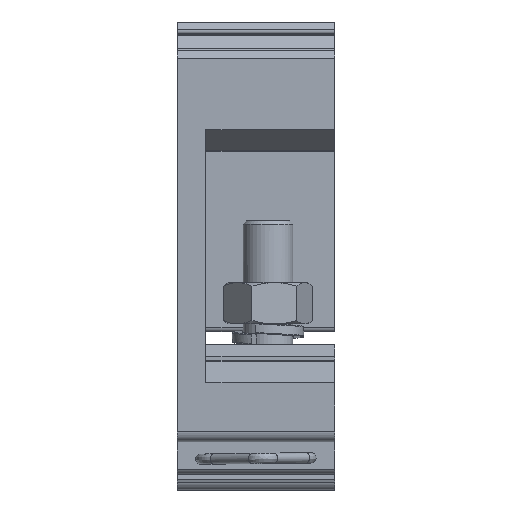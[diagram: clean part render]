
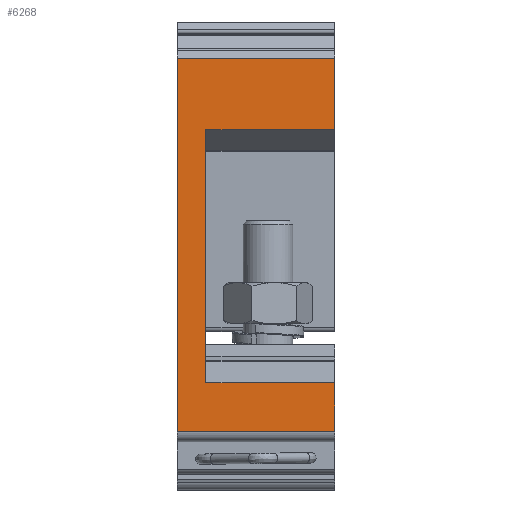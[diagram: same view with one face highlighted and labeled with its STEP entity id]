
A CAD part, left-side view. The second image highlights one B-rep face of the part: STEP entity #6268.
In plain terms, the highlighted planar face has unit normal (-1, 0, 0).
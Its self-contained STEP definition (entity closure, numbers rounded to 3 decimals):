
#979=ORIENTED_EDGE('',*,*,#2041,.T.);
#980=ORIENTED_EDGE('',*,*,#2032,.F.);
#981=ORIENTED_EDGE('',*,*,#2026,.F.);
#982=ORIENTED_EDGE('',*,*,#2023,.T.);
#983=ORIENTED_EDGE('',*,*,#1931,.T.);
#984=ORIENTED_EDGE('',*,*,#2021,.F.);
#985=ORIENTED_EDGE('',*,*,#1784,.F.);
#986=ORIENTED_EDGE('',*,*,#2074,.T.);
#1784=EDGE_CURVE('',#2454,#2455,#2890,.T.);
#1931=EDGE_CURVE('',#2565,#2581,#2995,.T.);
#2021=EDGE_CURVE('',#2455,#2581,#3074,.T.);
#2023=EDGE_CURVE('',#2617,#2565,#3076,.T.);
#2026=EDGE_CURVE('',#2617,#2620,#3079,.T.);
#2032=EDGE_CURVE('',#2620,#2623,#3085,.T.);
#2041=EDGE_CURVE('',#2632,#2623,#3094,.T.);
#2074=EDGE_CURVE('',#2454,#2632,#3116,.T.);
#2454=VERTEX_POINT('',#8495);
#2455=VERTEX_POINT('',#8497);
#2565=VERTEX_POINT('',#9226);
#2581=VERTEX_POINT('',#9258);
#2617=VERTEX_POINT('',#10093);
#2620=VERTEX_POINT('',#10101);
#2623=VERTEX_POINT('',#10109);
#2632=VERTEX_POINT('',#10130);
#2890=LINE('',#8496,#3294);
#2995=LINE('',#9259,#3399);
#3074=LINE('',#10090,#3478);
#3076=LINE('',#10094,#3480);
#3079=LINE('',#10100,#3483);
#3085=LINE('',#10112,#3489);
#3094=LINE('',#10129,#3498);
#3116=LINE('',#10198,#3520);
#3294=VECTOR('',#6870,1000.);
#3399=VECTOR('',#7089,1000.);
#3478=VECTOR('',#7292,1000.);
#3480=VECTOR('',#7296,1000.);
#3483=VECTOR('',#7301,1000.);
#3489=VECTOR('',#7309,1000.);
#3498=VECTOR('',#7320,1000.);
#3520=VECTOR('',#7382,1000.);
#3784=EDGE_LOOP('',(#979,#980,#981,#982,#983,#984,#985,#986));
#4079=FACE_BOUND('',#3784,.T.);
#4331=PLANE('',#6584);
#6268=ADVANCED_FACE('',(#4079),#4331,.F.);
#6584=AXIS2_PLACEMENT_3D('',#10199,#7383,#7384);
#6870=DIRECTION('',(0.,0.,1.));
#7089=DIRECTION('',(0.,0.,1.));
#7292=DIRECTION('',(0.,-1.,0.));
#7296=DIRECTION('',(0.,-1.,0.));
#7301=DIRECTION('',(0.,0.,-1.));
#7309=DIRECTION('',(0.,-1.,0.));
#7320=DIRECTION('',(0.,0.,1.));
#7382=DIRECTION('',(0.,-1.,0.));
#7383=DIRECTION('',(1.,0.,0.));
#7384=DIRECTION('',(0.,0.,-1.));
#8495=CARTESIAN_POINT('',(-38.115,38.,-60.006));
#8496=CARTESIAN_POINT('',(-38.115,38.,-60.006));
#8497=CARTESIAN_POINT('',(-38.115,38.,30.112));
#9226=CARTESIAN_POINT('',(-38.115,0.,12.913));
#9258=CARTESIAN_POINT('',(-38.115,0.,30.112));
#9259=CARTESIAN_POINT('',(-38.115,0.,-60.006));
#10090=CARTESIAN_POINT('',(-38.115,38.,30.112));
#10093=CARTESIAN_POINT('',(-38.115,31.1,12.913));
#10094=CARTESIAN_POINT('',(-38.115,31.1,12.913));
#10100=CARTESIAN_POINT('',(-38.115,31.1,-48.227));
#10101=CARTESIAN_POINT('',(-38.115,31.1,-48.227));
#10109=CARTESIAN_POINT('',(-38.115,0.,-48.227));
#10112=CARTESIAN_POINT('',(-38.115,31.1,-48.227));
#10129=CARTESIAN_POINT('',(-38.115,0.,-60.006));
#10130=CARTESIAN_POINT('',(-38.115,0.,-60.006));
#10198=CARTESIAN_POINT('',(-38.115,38.,-60.006));
#10199=CARTESIAN_POINT('',(-38.115,38.,-60.006));
